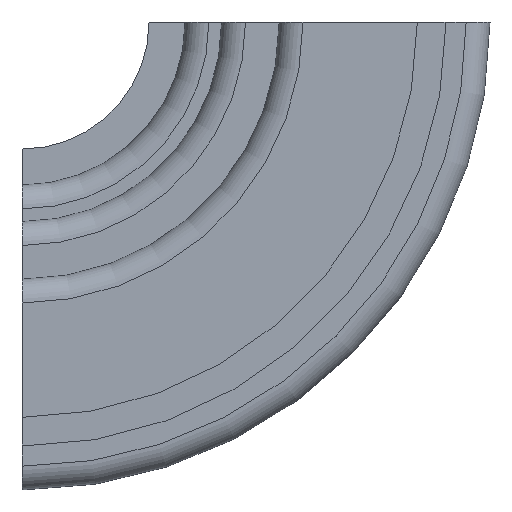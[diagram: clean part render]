
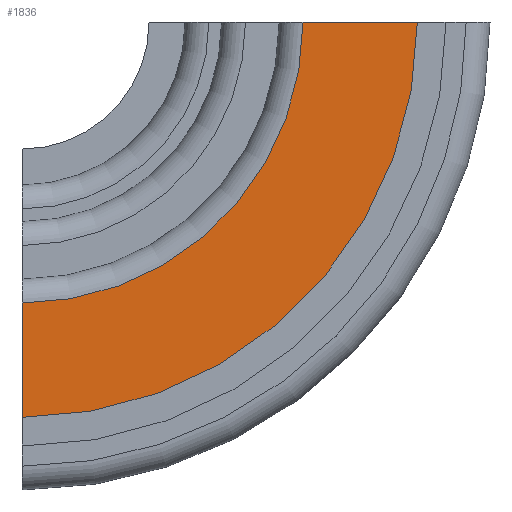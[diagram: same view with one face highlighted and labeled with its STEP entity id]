
A CAD part, front view. The second image highlights one B-rep face of the part: STEP entity #1836.
In plain terms, the highlighted planar face has unit normal (0, -1, 0).
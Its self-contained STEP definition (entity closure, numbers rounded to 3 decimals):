
#73 = PLANE('',#74);
#74 = AXIS2_PLACEMENT_3D('',#75,#76,#77);
#75 = CARTESIAN_POINT('',(0.,-35.503,
    -73.015));
#76 = DIRECTION('',(-1.,-0.,0.));
#77 = DIRECTION('',(0.,0.,1.));
#128 = PLANE('',#129);
#129 = AXIS2_PLACEMENT_3D('',#130,#131,#132);
#130 = CARTESIAN_POINT('',(73.015,-35.503,0.));
#131 = DIRECTION('',(-0.,-0.,-1.));
#132 = DIRECTION('',(-1.,0.,0.));
#1695 = TOROIDAL_SURFACE('',#1696,116.36,3.75);
#1696 = AXIS2_PLACEMENT_3D('',#1697,#1698,#1699);
#1697 = CARTESIAN_POINT('',(0.,-68.218,0.));
#1698 = DIRECTION('',(0.,1.,0.));
#1699 = DIRECTION('',(1.,0.,0.));
#1755 = VERTEX_POINT('',#1756);
#1756 = CARTESIAN_POINT('',(0.,-64.468,
    -116.36));
#1782 = EDGE_CURVE('',#1783,#1755,#1785,.T.);
#1783 = VERTEX_POINT('',#1784);
#1784 = CARTESIAN_POINT('',(116.36,-64.468,0.));
#1785 = SURFACE_CURVE('',#1786,(#1791,#1798),.PCURVE_S1.);
#1786 = CIRCLE('',#1787,116.36);
#1787 = AXIS2_PLACEMENT_3D('',#1788,#1789,#1790);
#1788 = CARTESIAN_POINT('',(0.,-64.468,0.));
#1789 = DIRECTION('',(-0.,1.,0.));
#1790 = DIRECTION('',(1.,0.,0.));
#1791 = PCURVE('',#1695,#1792);
#1792 = DEFINITIONAL_REPRESENTATION('',(#1793),#1797);
#1793 = LINE('',#1794,#1795);
#1794 = CARTESIAN_POINT('',(0.,7.854));
#1795 = VECTOR('',#1796,1.);
#1796 = DIRECTION('',(1.,0.));
#1797 = ( GEOMETRIC_REPRESENTATION_CONTEXT(2) 
PARAMETRIC_REPRESENTATION_CONTEXT() REPRESENTATION_CONTEXT('2D SPACE',''
  ) );
#1798 = PCURVE('',#1799,#1804);
#1799 = PLANE('',#1800);
#1800 = AXIS2_PLACEMENT_3D('',#1801,#1802,#1803);
#1801 = CARTESIAN_POINT('',(0.,-64.468,0.));
#1802 = DIRECTION('',(0.,1.,0.));
#1803 = DIRECTION('',(1.,0.,0.));
#1804 = DEFINITIONAL_REPRESENTATION('',(#1805),#1809);
#1805 = CIRCLE('',#1806,116.36);
#1806 = AXIS2_PLACEMENT_2D('',#1807,#1808);
#1807 = CARTESIAN_POINT('',(0.,0.));
#1808 = DIRECTION('',(1.,-0.));
#1809 = ( GEOMETRIC_REPRESENTATION_CONTEXT(2) 
PARAMETRIC_REPRESENTATION_CONTEXT() REPRESENTATION_CONTEXT('2D SPACE',''
  ) );
#1836 = ADVANCED_FACE('',(#1837),#1799,.F.);
#1837 = FACE_BOUND('',#1838,.T.);
#1838 = EDGE_LOOP('',(#1839,#1870,#1891,#1892));
#1839 = ORIENTED_EDGE('',*,*,#1840,.T.);
#1840 = EDGE_CURVE('',#1841,#1843,#1845,.T.);
#1841 = VERTEX_POINT('',#1842);
#1842 = CARTESIAN_POINT('',(73.621,-64.468,0.));
#1843 = VERTEX_POINT('',#1844);
#1844 = CARTESIAN_POINT('',(0.,-64.468,
    -73.621));
#1845 = SURFACE_CURVE('',#1846,(#1851,#1858),.PCURVE_S1.);
#1846 = CIRCLE('',#1847,73.621);
#1847 = AXIS2_PLACEMENT_3D('',#1848,#1849,#1850);
#1848 = CARTESIAN_POINT('',(0.,-64.468,0.));
#1849 = DIRECTION('',(-0.,1.,0.));
#1850 = DIRECTION('',(1.,0.,0.));
#1851 = PCURVE('',#1799,#1852);
#1852 = DEFINITIONAL_REPRESENTATION('',(#1853),#1857);
#1853 = CIRCLE('',#1854,73.621);
#1854 = AXIS2_PLACEMENT_2D('',#1855,#1856);
#1855 = CARTESIAN_POINT('',(0.,0.));
#1856 = DIRECTION('',(1.,-0.));
#1857 = ( GEOMETRIC_REPRESENTATION_CONTEXT(2) 
PARAMETRIC_REPRESENTATION_CONTEXT() REPRESENTATION_CONTEXT('2D SPACE',''
  ) );
#1858 = PCURVE('',#1859,#1864);
#1859 = TOROIDAL_SURFACE('',#1860,73.621,6.25);
#1860 = AXIS2_PLACEMENT_3D('',#1861,#1862,#1863);
#1861 = CARTESIAN_POINT('',(0.,-58.218,0.));
#1862 = DIRECTION('',(0.,1.,0.));
#1863 = DIRECTION('',(1.,0.,0.));
#1864 = DEFINITIONAL_REPRESENTATION('',(#1865),#1869);
#1865 = LINE('',#1866,#1867);
#1866 = CARTESIAN_POINT('',(0.,4.712));
#1867 = VECTOR('',#1868,1.);
#1868 = DIRECTION('',(1.,0.));
#1869 = ( GEOMETRIC_REPRESENTATION_CONTEXT(2) 
PARAMETRIC_REPRESENTATION_CONTEXT() REPRESENTATION_CONTEXT('2D SPACE',''
  ) );
#1870 = ORIENTED_EDGE('',*,*,#1871,.T.);
#1871 = EDGE_CURVE('',#1843,#1755,#1872,.T.);
#1872 = SURFACE_CURVE('',#1873,(#1877,#1884),.PCURVE_S1.);
#1873 = LINE('',#1874,#1875);
#1874 = CARTESIAN_POINT('',(0.,-64.468,
    -73.621));
#1875 = VECTOR('',#1876,1.);
#1876 = DIRECTION('',(0.,0.,-1.));
#1877 = PCURVE('',#1799,#1878);
#1878 = DEFINITIONAL_REPRESENTATION('',(#1879),#1883);
#1879 = LINE('',#1880,#1881);
#1880 = CARTESIAN_POINT('',(0.,73.621));
#1881 = VECTOR('',#1882,1.);
#1882 = DIRECTION('',(0.,1.));
#1883 = ( GEOMETRIC_REPRESENTATION_CONTEXT(2) 
PARAMETRIC_REPRESENTATION_CONTEXT() REPRESENTATION_CONTEXT('2D SPACE',''
  ) );
#1884 = PCURVE('',#73,#1885);
#1885 = DEFINITIONAL_REPRESENTATION('',(#1886),#1890);
#1886 = LINE('',#1887,#1888);
#1887 = CARTESIAN_POINT('',(-0.606,-28.966));
#1888 = VECTOR('',#1889,1.);
#1889 = DIRECTION('',(-1.,0.));
#1890 = ( GEOMETRIC_REPRESENTATION_CONTEXT(2) 
PARAMETRIC_REPRESENTATION_CONTEXT() REPRESENTATION_CONTEXT('2D SPACE',''
  ) );
#1891 = ORIENTED_EDGE('',*,*,#1782,.F.);
#1892 = ORIENTED_EDGE('',*,*,#1893,.F.);
#1893 = EDGE_CURVE('',#1841,#1783,#1894,.T.);
#1894 = SURFACE_CURVE('',#1895,(#1899,#1906),.PCURVE_S1.);
#1895 = LINE('',#1896,#1897);
#1896 = CARTESIAN_POINT('',(73.621,-64.468,0.));
#1897 = VECTOR('',#1898,1.);
#1898 = DIRECTION('',(1.,0.,0.));
#1899 = PCURVE('',#1799,#1900);
#1900 = DEFINITIONAL_REPRESENTATION('',(#1901),#1905);
#1901 = LINE('',#1902,#1903);
#1902 = CARTESIAN_POINT('',(73.621,-0.));
#1903 = VECTOR('',#1904,1.);
#1904 = DIRECTION('',(1.,-0.));
#1905 = ( GEOMETRIC_REPRESENTATION_CONTEXT(2) 
PARAMETRIC_REPRESENTATION_CONTEXT() REPRESENTATION_CONTEXT('2D SPACE',''
  ) );
#1906 = PCURVE('',#128,#1907);
#1907 = DEFINITIONAL_REPRESENTATION('',(#1908),#1912);
#1908 = LINE('',#1909,#1910);
#1909 = CARTESIAN_POINT('',(-0.606,-28.966));
#1910 = VECTOR('',#1911,1.);
#1911 = DIRECTION('',(-1.,0.));
#1912 = ( GEOMETRIC_REPRESENTATION_CONTEXT(2) 
PARAMETRIC_REPRESENTATION_CONTEXT() REPRESENTATION_CONTEXT('2D SPACE',''
  ) );
